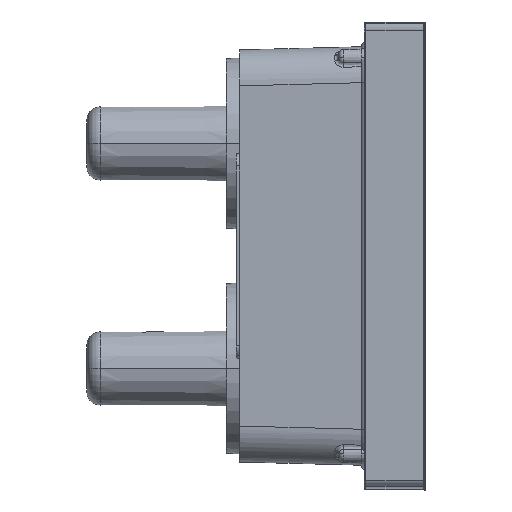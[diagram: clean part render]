
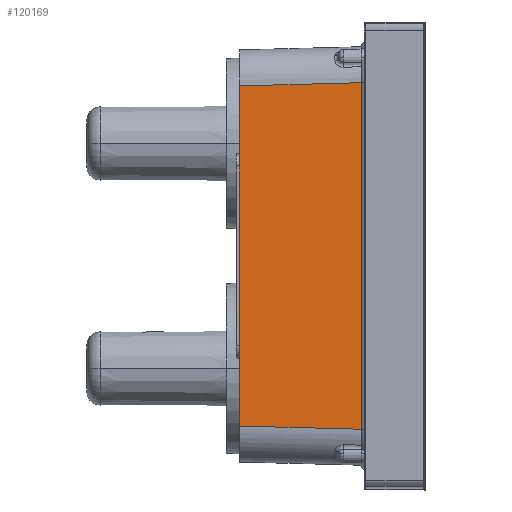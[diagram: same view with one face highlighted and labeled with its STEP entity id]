
A CAD part, left-side view. The second image highlights one B-rep face of the part: STEP entity #120169.
In plain terms, the highlighted face is planar.
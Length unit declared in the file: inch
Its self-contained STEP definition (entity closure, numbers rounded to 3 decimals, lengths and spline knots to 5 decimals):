
#3569 = VECTOR ( 'NONE', #82262, 39.37008 ) ;
#4336 = CARTESIAN_POINT ( 'NONE',  ( 0.18901, -0.00105, 0.35399 ) ) ;
#5248 = CARTESIAN_POINT ( 'NONE',  ( 0., -0.135, 0.3575 ) ) ;
#5673 = VECTOR ( 'NONE', #100292, 39.37008 ) ;
#12542 = CARTESIAN_POINT ( 'NONE',  ( 0.18898, 0., 0.35396 ) ) ;
#13060 = EDGE_CURVE ( 'NONE', #138785, #120343, #50449, .T. ) ;
#21003 = VERTEX_POINT ( 'NONE', #133044 ) ;
#23314 = FACE_OUTER_BOUND ( 'NONE', #46752, .T. ) ;
#24944 = LINE ( 'NONE', #92790, #78177 ) ;
#28515 = PLANE ( 'NONE',  #122953 ) ;
#29678 = CARTESIAN_POINT ( 'NONE',  ( 0., 0., 0.35396 ) ) ;
#33749 = LINE ( 'NONE', #36613, #3569 ) ;
#35384 = CARTESIAN_POINT ( 'NONE',  ( 0.1, 0., 0.35396 ) ) ;
#36280 = DIRECTION ( 'NONE',  ( 1., 0., 0. ) ) ;
#36613 = CARTESIAN_POINT ( 'NONE',  ( -0.19238, -0.12997, 0.35737 ) ) ;
#39952 = DIRECTION ( 'NONE',  ( 0., 0.026, 1. ) ) ;
#46752 = EDGE_LOOP ( 'NONE', ( #89749, #72626, #136004, #90180, #100280, #76283 ) ) ;
#50449 = LINE ( 'NONE', #126205, #77044 ) ;
#50648 = CARTESIAN_POINT ( 'NONE',  ( -0.19251, -0.135, 0.3575 ) ) ;
#67096 = CARTESIAN_POINT ( 'NONE',  ( -0.1, 0., 0.35396 ) ) ;
#69659 = DIRECTION ( 'NONE',  ( 1., 0., 0. ) ) ;
#72626 = ORIENTED_EDGE ( 'NONE', *, *, #86769, .T. ) ;
#76283 = ORIENTED_EDGE ( 'NONE', *, *, #109072, .T. ) ;
#77044 = VECTOR ( 'NONE', #69659, 39.37008 ) ;
#77598 = CARTESIAN_POINT ( 'NONE',  ( 0.19251, -0.135, 0.3575 ) ) ;
#78177 = VECTOR ( 'NONE', #36280, 39.37008 ) ;
#82262 = DIRECTION ( 'NONE',  ( -0.026, -0.999, 0.026 ) ) ;
#84098 = VECTOR ( 'NONE', #120417, 39.37008 ) ;
#86769 = EDGE_CURVE ( 'NONE', #21003, #138785, #33749, .T. ) ;
#89749 = ORIENTED_EDGE ( 'NONE', *, *, #119720, .F. ) ;
#90180 = ORIENTED_EDGE ( 'NONE', *, *, #97430, .T. ) ;
#92579 = VECTOR ( 'NONE', #95133, 39.37008 ) ;
#92600 = LINE ( 'NONE', #112145, #5673 ) ;
#92790 = CARTESIAN_POINT ( 'NONE',  ( 0., 0., 0.35396 ) ) ;
#95133 = DIRECTION ( 'NONE',  ( -0.026, 0.999, -0.026 ) ) ;
#97430 = EDGE_CURVE ( 'NONE', #120343, #104898, #122762, .T. ) ;
#100280 = ORIENTED_EDGE ( 'NONE', *, *, #105059, .F. ) ;
#100292 = DIRECTION ( 'NONE',  ( -1., 0., 0. ) ) ;
#104785 = VERTEX_POINT ( 'NONE', #67096 ) ;
#104898 = VERTEX_POINT ( 'NONE', #12542 ) ;
#105059 = EDGE_CURVE ( 'NONE', #128353, #104898, #24944, .T. ) ;
#109072 = EDGE_CURVE ( 'NONE', #128353, #104785, #92600, .T. ) ;
#112145 = CARTESIAN_POINT ( 'NONE',  ( 0., 0., 0.35396 ) ) ;
#117769 = LINE ( 'NONE', #29678, #84098 ) ;
#119253 = DIRECTION ( 'NONE',  ( 0., -1., 0.026 ) ) ;
#119720 = EDGE_CURVE ( 'NONE', #21003, #104785, #117769, .T. ) ;
#120169 = ADVANCED_FACE ( 'NONE', ( #23314 ), #28515, .T. ) ;
#120343 = VERTEX_POINT ( 'NONE', #77598 ) ;
#120417 = DIRECTION ( 'NONE',  ( 1., 0., 0. ) ) ;
#122762 = LINE ( 'NONE', #4336, #92579 ) ;
#122953 = AXIS2_PLACEMENT_3D ( 'NONE', #5248, #39952, #119253 ) ;
#126205 = CARTESIAN_POINT ( 'NONE',  ( 0., -0.135, 0.3575 ) ) ;
#128353 = VERTEX_POINT ( 'NONE', #35384 ) ;
#133044 = CARTESIAN_POINT ( 'NONE',  ( -0.18898, 0., 0.35396 ) ) ;
#136004 = ORIENTED_EDGE ( 'NONE', *, *, #13060, .T. ) ;
#138785 = VERTEX_POINT ( 'NONE', #50648 ) ;
